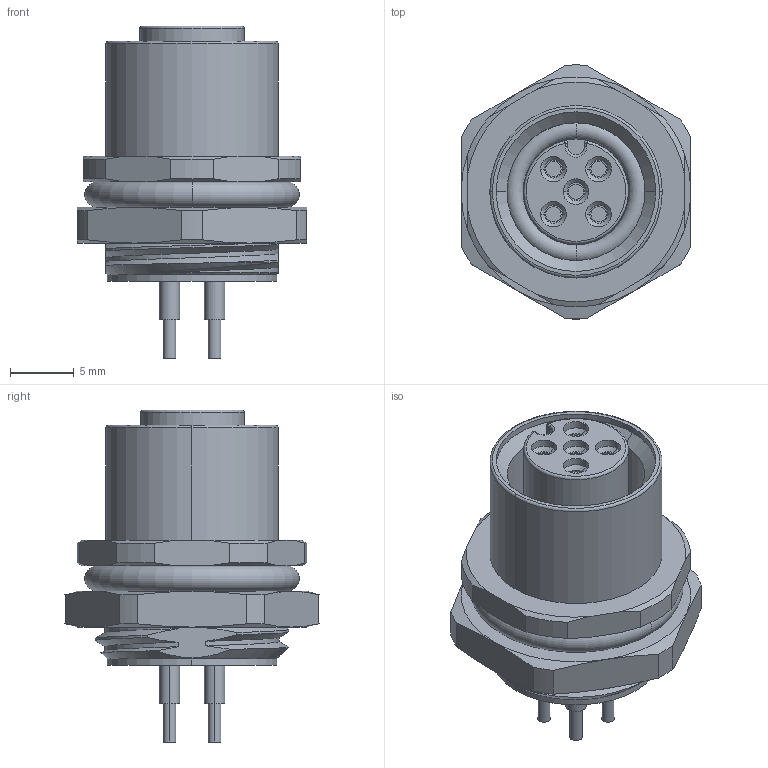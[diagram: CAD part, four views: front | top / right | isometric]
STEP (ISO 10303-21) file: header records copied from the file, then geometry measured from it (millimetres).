
FILE_DESCRIPTION((''),'2;1');
FILE_NAME('C-T4143012041-000','2022-09-22T04:15:58',('workeradm'),('TE Connectivity Ltd.'),'CREO PARAMETRIC BY PTC INC, 2021072','CREO PARAMETRIC BY PTC INC, 2021072','');
FILE_SCHEMA(('AUTOMOTIVE_DESIGN { 1 0 10303 214 1 1 1 1 }'));
Length unit declared in the file: millimetre
Products named in the file (1): C-T4143012041-000
Bounding box: 18 x 19.89 x 26 mm (x, y, z)
Volume: 3155.6 mm3; surface area: 2262.9 mm2
Topology: 1 solids, 1 shells, 175 faces, 408 edges, 264 vertices
Faces by surface type: cylinder 67, plane 43, cone 38, bspline 17, torus 8, sphere 2
Entity records: 7813 total; most frequent: CARTESIAN_POINT 3689, DIRECTION 818, ORIENTED_EDGE 808, EDGE_CURVE 404, AXIS2_PLACEMENT_3D 344, VERTEX_POINT 256, EDGE_LOOP 200, CIRCLE 185
